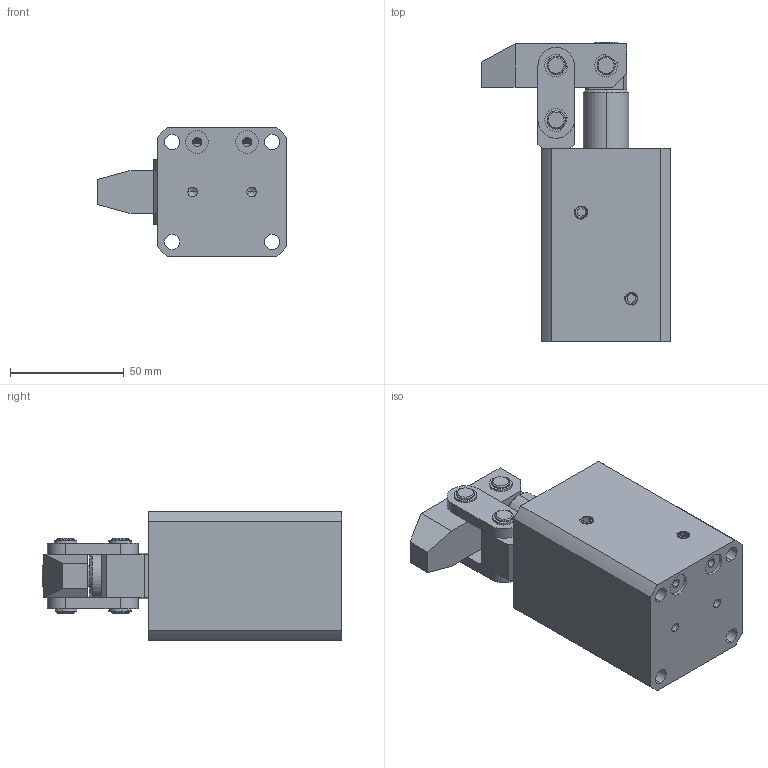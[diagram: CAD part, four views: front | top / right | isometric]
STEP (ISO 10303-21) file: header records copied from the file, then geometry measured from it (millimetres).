
FILE_DESCRIPTION (( 'STEP AP214' ), '1' );
FILE_NAME ('CHLC-M32L.STEP', '2019-11-25T06:24:05', ( 'Windows' ), ( 'Microsoft' ), 'SwSTEP 2.0', 'SolidWorks 2015', '' );
FILE_SCHEMA (( 'AUTOMOTIVE_DESIGN' ));
Length unit declared in the file: millimetre
Products named in the file (10): M6LS; LHC01D-32-01_1; CHLC-32-08_1; CHLC-32-04_1; CHLC-32-03_1; CHLC-32-02_1; CHLC-M32-͹̨; CHLC-M32-掛极; CHLC-M32L; 揤旋
Assembly tree (17 placements, depth 2):
  CHLC-M32L
    CHLC-M32-掛极
    CHLC-M32-͹̨
    CHLC-32-02_1
    CHLC-32-03_1  x2
    CHLC-32-04_1  x2
    CHLC-32-08_1
    LHC01D-32-01_1  x6
    M6LS  x2
    揤旋
Bounding box: 83.5 x 131.8 x 57 mm (x, y, z)
Volume: 278435.2 mm3; surface area: 63511.9 mm2
Topology: 17 solids, 17 shells, 497 faces, 1281 edges, 837 vertices
Faces by surface type: cylinder 263, plane 154, cone 50, bspline 30
Entity records: 19950 total; most frequent: CARTESIAN_POINT 9411, ORIENTED_EDGE 1512, DIRECTION 1294, EDGE_CURVE 756, AXIS2_PLACEMENT_3D 498, VERTEX_POINT 494, EDGE_LOOP 346, UNCERTAINTY_MEASURE_WITH_UNIT 319
